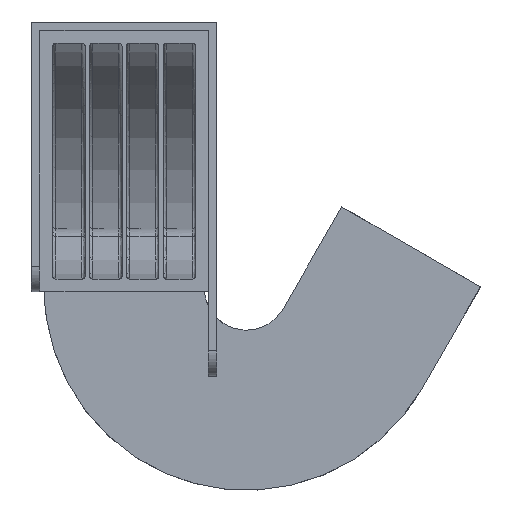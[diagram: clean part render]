
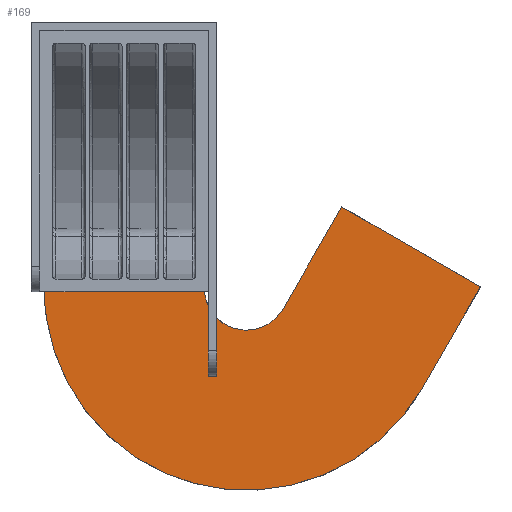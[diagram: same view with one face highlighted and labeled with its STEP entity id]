
A CAD part, top view. The second image highlights one B-rep face of the part: STEP entity #169.
In plain terms, the highlighted planar face has unit normal (0, 0, 1).
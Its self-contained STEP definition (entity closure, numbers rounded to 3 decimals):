
#169=ADVANCED_FACE('',(#385),#3333,.T.);
#385=FACE_OUTER_BOUND('',#605,.T.);
#605=EDGE_LOOP('',(#1309,#1310,#1311,#1312,#1313,#1314,#1315,#1316,#1317,
#1318,#1319,#1320,#1321,#1322));
#1309=ORIENTED_EDGE('',*,*,#2274,.T.);
#1310=ORIENTED_EDGE('',*,*,#2177,.T.);
#1311=ORIENTED_EDGE('',*,*,#2281,.T.);
#1312=ORIENTED_EDGE('',*,*,#2184,.T.);
#1313=ORIENTED_EDGE('',*,*,#2282,.T.);
#1314=ORIENTED_EDGE('',*,*,#2192,.T.);
#1315=ORIENTED_EDGE('',*,*,#2283,.T.);
#1316=ORIENTED_EDGE('',*,*,#2200,.T.);
#1317=ORIENTED_EDGE('',*,*,#2284,.T.);
#1318=ORIENTED_EDGE('',*,*,#2167,.T.);
#1319=ORIENTED_EDGE('',*,*,#2171,.F.);
#1320=ORIENTED_EDGE('',*,*,#2285,.T.);
#1321=ORIENTED_EDGE('',*,*,#2349,.T.);
#1322=ORIENTED_EDGE('',*,*,#2350,.T.);
#2167=EDGE_CURVE('',#3218,#3215,#2579,.T.);
#2171=EDGE_CURVE('',#3221,#3215,#2846,.T.);
#2177=EDGE_CURVE('',#3187,#3223,#2585,.T.);
#2184=EDGE_CURVE('',#3228,#3229,#2589,.T.);
#2192=EDGE_CURVE('',#3234,#3235,#2593,.T.);
#2200=EDGE_CURVE('',#3240,#3241,#2597,.T.);
#2274=EDGE_CURVE('',#3283,#3187,#2905,.T.);
#2281=EDGE_CURVE('',#3223,#3228,#2632,.T.);
#2282=EDGE_CURVE('',#3229,#3234,#2633,.T.);
#2283=EDGE_CURVE('',#3235,#3240,#2634,.T.);
#2284=EDGE_CURVE('',#3241,#3218,#2635,.T.);
#2285=EDGE_CURVE('',#3221,#3286,#2636,.T.);
#2349=EDGE_CURVE('',#3286,#3287,#2668,.T.);
#2350=EDGE_CURVE('',#3287,#3283,#2669,.T.);
#2579=B_SPLINE_CURVE_WITH_KNOTS('',1,(#11045,#11046),.UNSPECIFIED.,.F.,
 .F.,(2,2),(0.,1.),.UNSPECIFIED.);
#2585=B_SPLINE_CURVE_WITH_KNOTS('',1,(#11079,#11080),.UNSPECIFIED.,.F.,
 .F.,(2,2),(0.,1.),.UNSPECIFIED.);
#2589=B_SPLINE_CURVE_WITH_KNOTS('',1,(#11100,#11101),.UNSPECIFIED.,.F.,
 .F.,(2,2),(0.,0.5),.UNSPECIFIED.);
#2593=B_SPLINE_CURVE_WITH_KNOTS('',1,(#11128,#11129),.UNSPECIFIED.,.F.,
 .F.,(2,2),(0.,0.5),.UNSPECIFIED.);
#2597=B_SPLINE_CURVE_WITH_KNOTS('',1,(#11156,#11157),.UNSPECIFIED.,.F.,
 .F.,(2,2),(0.,0.5),.UNSPECIFIED.);
#2632=B_SPLINE_CURVE_WITH_KNOTS('',1,(#11408,#11409),.UNSPECIFIED.,.F.,
 .F.,(2,2),(0.,3.875),.UNSPECIFIED.);
#2633=B_SPLINE_CURVE_WITH_KNOTS('',1,(#11410,#11411),.UNSPECIFIED.,.F.,
 .F.,(2,2),(0.,3.875),.UNSPECIFIED.);
#2634=B_SPLINE_CURVE_WITH_KNOTS('',1,(#11412,#11413),.UNSPECIFIED.,.F.,
 .F.,(2,2),(0.,3.875),.UNSPECIFIED.);
#2635=B_SPLINE_CURVE_WITH_KNOTS('',1,(#11414,#11415),.UNSPECIFIED.,.F.,
 .F.,(2,2),(0.,3.875),.UNSPECIFIED.);
#2636=B_SPLINE_CURVE_WITH_KNOTS('',1,(#11416,#11417),.UNSPECIFIED.,.F.,
 .F.,(2,2),(-14.,0.),.UNSPECIFIED.);
#2668=B_SPLINE_CURVE_WITH_KNOTS('',1,(#11600,#11601),.UNSPECIFIED.,.F.,
 .F.,(2,2),(-19.,0.),.UNSPECIFIED.);
#2669=B_SPLINE_CURVE_WITH_KNOTS('',1,(#11602,#11603),.UNSPECIFIED.,.F.,
 .F.,(2,2),(-14.,0.),.UNSPECIFIED.);
#2846=(
BOUNDED_CURVE()
B_SPLINE_CURVE(2,(#11058,#11059,#11060,#11061,#11062),.UNSPECIFIED.,.F.,
 .F.)
B_SPLINE_CURVE_WITH_KNOTS((3,2,3),(0.,31.416,62.832),
 .UNSPECIFIED.)
CURVE()
GEOMETRIC_REPRESENTATION_ITEM()
RATIONAL_B_SPLINE_CURVE((1.,0.793,1.,0.793,1.))
REPRESENTATION_ITEM('')
);
#2905=(
BOUNDED_CURVE()
B_SPLINE_CURVE(2,(#11391,#11392,#11393,#11394,#11395),.UNSPECIFIED.,.F.,
 .F.)
B_SPLINE_CURVE_WITH_KNOTS((3,2,3),(0.,6.545,13.09),
 .UNSPECIFIED.)
CURVE()
GEOMETRIC_REPRESENTATION_ITEM()
RATIONAL_B_SPLINE_CURVE((1.,0.793,1.,0.793,1.))
REPRESENTATION_ITEM('')
);
#3187=VERTEX_POINT('',#9871);
#3215=VERTEX_POINT('',#9899);
#3218=VERTEX_POINT('',#9902);
#3221=VERTEX_POINT('',#9905);
#3223=VERTEX_POINT('',#9907);
#3228=VERTEX_POINT('',#9912);
#3229=VERTEX_POINT('',#9913);
#3234=VERTEX_POINT('',#9918);
#3235=VERTEX_POINT('',#9919);
#3240=VERTEX_POINT('',#9924);
#3241=VERTEX_POINT('',#9925);
#3283=VERTEX_POINT('',#9967);
#3286=VERTEX_POINT('',#9970);
#3287=VERTEX_POINT('',#9971);
#3333=PLANE('',#3565);
#3565=AXIS2_PLACEMENT_3D('',#8235,#3619,$);
#3619=DIRECTION('',(0.,0.,1.));
#8235=CARTESIAN_POINT('',(-14.678,-96.706,4.5));
#9871=CARTESIAN_POINT('',(9.5,-65.,4.5));
#9899=CARTESIAN_POINT('',(-9.5,-65.,4.5));
#9902=CARTESIAN_POINT('',(-8.5,-65.,4.5));
#9905=CARTESIAN_POINT('',(35.285,-77.,4.5));
#9907=CARTESIAN_POINT('',(8.5,-65.,4.5));
#9912=CARTESIAN_POINT('',(4.625,-65.,4.5));
#9913=CARTESIAN_POINT('',(4.125,-65.,4.5));
#9918=CARTESIAN_POINT('',(0.25,-65.,4.5));
#9919=CARTESIAN_POINT('',(-0.25,-65.,4.5));
#9924=CARTESIAN_POINT('',(-4.125,-65.,4.5));
#9925=CARTESIAN_POINT('',(-4.625,-65.,4.5));
#9967=CARTESIAN_POINT('',(18.83,-67.5,4.5));
#9970=CARTESIAN_POINT('',(42.285,-64.876,4.5));
#9971=CARTESIAN_POINT('',(25.83,-55.376,4.5));
#11045=CARTESIAN_POINT('',(-8.5,-65.,4.5));
#11046=CARTESIAN_POINT('',(-9.5,-65.,4.5));
#11058=CARTESIAN_POINT('',(35.285,-77.,4.5));
#11059=CARTESIAN_POINT('',(26.077,-92.949,4.5));
#11060=CARTESIAN_POINT('',(8.288,-88.182,4.5));
#11061=CARTESIAN_POINT('',(-9.5,-83.416,4.5));
#11062=CARTESIAN_POINT('',(-9.5,-65.,4.5));
#11079=CARTESIAN_POINT('',(9.5,-65.,4.5));
#11080=CARTESIAN_POINT('',(8.5,-65.,4.5));
#11100=CARTESIAN_POINT('',(4.625,-65.,4.5));
#11101=CARTESIAN_POINT('',(4.125,-65.,4.5));
#11128=CARTESIAN_POINT('',(0.25,-65.,4.5));
#11129=CARTESIAN_POINT('',(-0.25,-65.,4.5));
#11156=CARTESIAN_POINT('',(-4.125,-65.,4.5));
#11157=CARTESIAN_POINT('',(-4.625,-65.,4.5));
#11391=CARTESIAN_POINT('',(18.83,-67.5,4.5));
#11392=CARTESIAN_POINT('',(16.912,-70.823,4.5));
#11393=CARTESIAN_POINT('',(13.206,-69.83,4.5));
#11394=CARTESIAN_POINT('',(9.5,-68.837,4.5));
#11395=CARTESIAN_POINT('',(9.5,-65.,4.5));
#11408=CARTESIAN_POINT('',(8.5,-65.,4.5));
#11409=CARTESIAN_POINT('',(4.625,-65.,4.5));
#11410=CARTESIAN_POINT('',(4.125,-65.,4.5));
#11411=CARTESIAN_POINT('',(0.25,-65.,4.5));
#11412=CARTESIAN_POINT('',(-0.25,-65.,4.5));
#11413=CARTESIAN_POINT('',(-4.125,-65.,4.5));
#11414=CARTESIAN_POINT('',(-4.625,-65.,4.5));
#11415=CARTESIAN_POINT('',(-8.5,-65.,4.5));
#11416=CARTESIAN_POINT('',(35.285,-77.,4.5));
#11417=CARTESIAN_POINT('',(42.285,-64.876,4.5));
#11600=CARTESIAN_POINT('',(42.285,-64.876,4.5));
#11601=CARTESIAN_POINT('',(25.83,-55.376,4.5));
#11602=CARTESIAN_POINT('',(25.83,-55.376,4.5));
#11603=CARTESIAN_POINT('',(18.83,-67.5,4.5));
